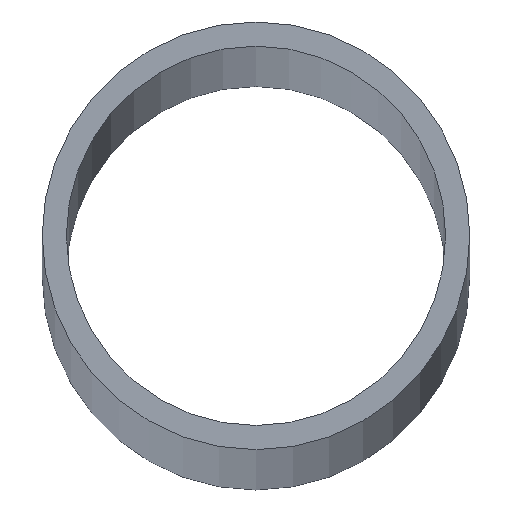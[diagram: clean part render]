
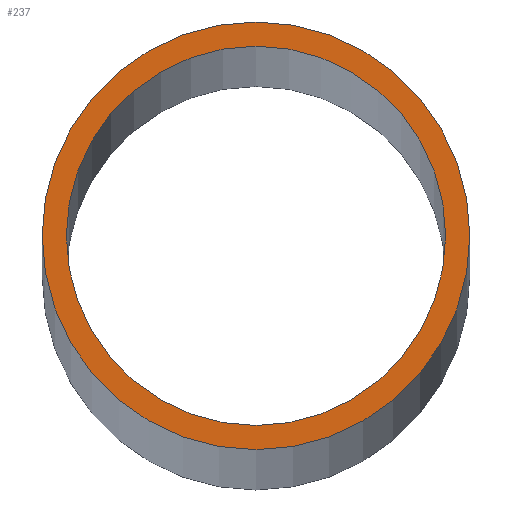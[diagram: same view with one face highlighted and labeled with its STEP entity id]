
A CAD part, top view. The second image highlights one B-rep face of the part: STEP entity #237.
In plain terms, the highlighted planar face has unit normal (0, 0, 1).
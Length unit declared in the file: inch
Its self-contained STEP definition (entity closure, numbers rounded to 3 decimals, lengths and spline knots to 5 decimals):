
#3 = DIRECTION ( 'NONE',  ( 1., 0., 0. ) ) ;
#7 = VERTEX_POINT ( 'NONE', #227 ) ;
#14 = CARTESIAN_POINT ( 'NONE',  ( 2., 0., 216. ) ) ;
#15 = CARTESIAN_POINT ( 'NONE',  ( -1.774, 0., 216. ) ) ;
#20 = AXIS2_PLACEMENT_3D ( 'NONE', #88, #25, #245 ) ;
#24 = AXIS2_PLACEMENT_3D ( 'NONE', #40, #156, #198 ) ;
#25 = DIRECTION ( 'NONE',  ( 0., 0., 1. ) ) ;
#39 = FACE_OUTER_BOUND ( 'NONE', #214, .T. ) ;
#40 = CARTESIAN_POINT ( 'NONE',  ( 0., 0., 216. ) ) ;
#41 = VERTEX_POINT ( 'NONE', #14 ) ;
#51 = ORIENTED_EDGE ( 'NONE', *, *, #58, .F. ) ;
#58 = EDGE_CURVE ( 'NONE', #7, #128, #225, .T. ) ;
#73 = AXIS2_PLACEMENT_3D ( 'NONE', #75, #161, #3 ) ;
#75 = CARTESIAN_POINT ( 'NONE',  ( 0., 0., 216. ) ) ;
#81 = VERTEX_POINT ( 'NONE', #93 ) ;
#88 = CARTESIAN_POINT ( 'NONE',  ( 0., 0., 216. ) ) ;
#91 = CIRCLE ( 'NONE', #73, 2. ) ;
#93 = CARTESIAN_POINT ( 'NONE',  ( -2., 0., 216. ) ) ;
#101 = FACE_BOUND ( 'NONE', #147, .T. ) ;
#103 = ORIENTED_EDGE ( 'NONE', *, *, #127, .T. ) ;
#114 = AXIS2_PLACEMENT_3D ( 'NONE', #176, #179, #235 ) ;
#127 = EDGE_CURVE ( 'NONE', #81, #41, #157, .T. ) ;
#128 = VERTEX_POINT ( 'NONE', #15 ) ;
#137 = DIRECTION ( 'NONE',  ( 1., 0., 0. ) ) ;
#141 = PLANE ( 'NONE',  #114 ) ;
#147 = EDGE_LOOP ( 'NONE', ( #243, #51 ) ) ;
#156 = DIRECTION ( 'NONE',  ( 0., 0., 1. ) ) ;
#157 = CIRCLE ( 'NONE', #20, 2. ) ;
#159 = ORIENTED_EDGE ( 'NONE', *, *, #210, .T. ) ;
#160 = CIRCLE ( 'NONE', #24, 1.774 ) ;
#161 = DIRECTION ( 'NONE',  ( 0., 0., 1. ) ) ;
#172 = AXIS2_PLACEMENT_3D ( 'NONE', #229, #209, #137 ) ;
#176 = CARTESIAN_POINT ( 'NONE',  ( 0., 0., 216. ) ) ;
#179 = DIRECTION ( 'NONE',  ( 0., 0., 1. ) ) ;
#188 = EDGE_CURVE ( 'NONE', #128, #7, #160, .T. ) ;
#198 = DIRECTION ( 'NONE',  ( 1., 0., 0. ) ) ;
#209 = DIRECTION ( 'NONE',  ( 0., 0., 1. ) ) ;
#210 = EDGE_CURVE ( 'NONE', #41, #81, #91, .T. ) ;
#214 = EDGE_LOOP ( 'NONE', ( #103, #159 ) ) ;
#225 = CIRCLE ( 'NONE', #172, 1.774 ) ;
#227 = CARTESIAN_POINT ( 'NONE',  ( 1.774, 0., 216. ) ) ;
#229 = CARTESIAN_POINT ( 'NONE',  ( 0., 0., 216. ) ) ;
#235 = DIRECTION ( 'NONE',  ( 1., 0., 0. ) ) ;
#237 = ADVANCED_FACE ( 'NONE', ( #39, #101 ), #141, .T. ) ;
#243 = ORIENTED_EDGE ( 'NONE', *, *, #188, .F. ) ;
#245 = DIRECTION ( 'NONE',  ( 1., 0., 0. ) ) ;
